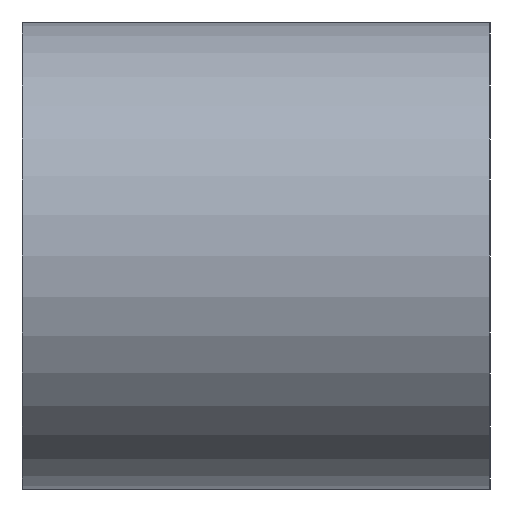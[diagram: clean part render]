
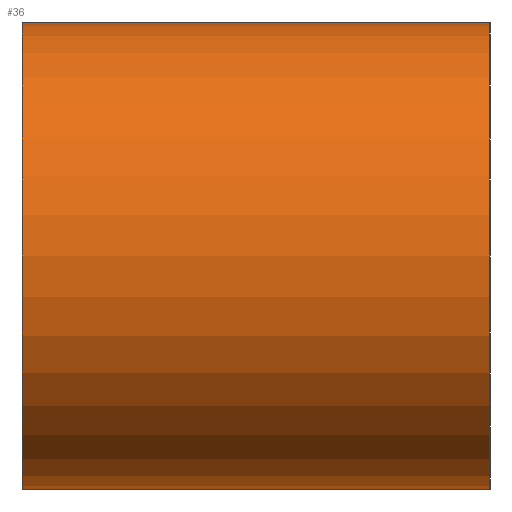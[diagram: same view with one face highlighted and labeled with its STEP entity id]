
A CAD part, left-side view. The second image highlights one B-rep face of the part: STEP entity #36.
In plain terms, the highlighted cylindrical face has radius 2 mm (diameter 4 mm), a partial arc.
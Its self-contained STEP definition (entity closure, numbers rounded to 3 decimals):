
#36 = ADVANCED_FACE( '', ( #68 ), #69, .T. );
#68 = FACE_OUTER_BOUND( '', #93, .T. );
#69 = CYLINDRICAL_SURFACE( '', #94, 2. );
#93 = EDGE_LOOP( '', ( #127, #128, #129, #130 ) );
#94 = AXIS2_PLACEMENT_3D( '', #131, #132, #133 );
#127 = ORIENTED_EDGE( '', *, *, #164, .T. );
#128 = ORIENTED_EDGE( '', *, *, #162, .F. );
#129 = ORIENTED_EDGE( '', *, *, #165, .F. );
#130 = ORIENTED_EDGE( '', *, *, #152, .T. );
#131 = CARTESIAN_POINT( '', ( -12., 2., 0. ) );
#132 = DIRECTION( '', ( 0., 1., 0. ) );
#133 = DIRECTION( '', ( 0., 0., -1. ) );
#152 = EDGE_CURVE( '', #172, #170, #173, .T. );
#162 = EDGE_CURVE( '', #186, #184, #188, .T. );
#164 = EDGE_CURVE( '', #170, #184, #190, .T. );
#165 = EDGE_CURVE( '', #172, #186, #191, .T. );
#170 = VERTEX_POINT( '', #196 );
#172 = VERTEX_POINT( '', #199 );
#173 = LINE( '', #200, #201 );
#184 = VERTEX_POINT( '', #215 );
#186 = VERTEX_POINT( '', #218 );
#188 = LINE( '', #221, #222 );
#190 = CIRCLE( '', #224, 2. );
#191 = CIRCLE( '', #225, 2. );
#196 = CARTESIAN_POINT( '', ( -12., -2., -2. ) );
#199 = CARTESIAN_POINT( '', ( -12., 2., -2. ) );
#200 = CARTESIAN_POINT( '', ( -12., 2., -2. ) );
#201 = VECTOR( '', #229, 1000. );
#215 = CARTESIAN_POINT( '', ( -12., -2., 2. ) );
#218 = CARTESIAN_POINT( '', ( -12., 2., 2. ) );
#221 = CARTESIAN_POINT( '', ( -12., 2., 2. ) );
#222 = VECTOR( '', #241, 1000. );
#224 = AXIS2_PLACEMENT_3D( '', #242, #243, #244 );
#225 = AXIS2_PLACEMENT_3D( '', #245, #246, #247 );
#229 = DIRECTION( '', ( 0., -1., 0. ) );
#241 = DIRECTION( '', ( 0., -1., 0. ) );
#242 = CARTESIAN_POINT( '', ( -12., -2., 0. ) );
#243 = DIRECTION( '', ( 0., 1., 0. ) );
#244 = DIRECTION( '', ( 1., 0., 0. ) );
#245 = CARTESIAN_POINT( '', ( -12., 2., 0. ) );
#246 = DIRECTION( '', ( 0., 1., 0. ) );
#247 = DIRECTION( '', ( 1., 0., 0. ) );
